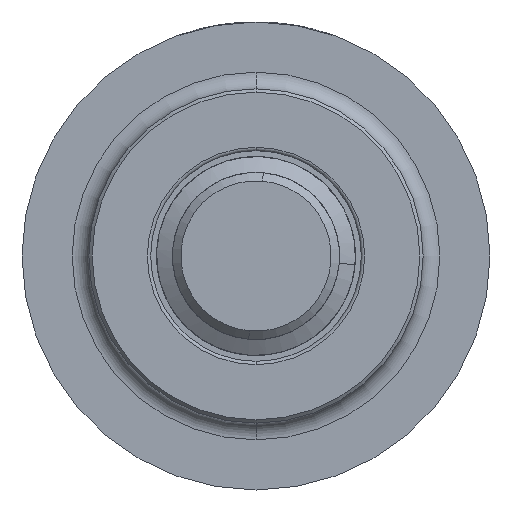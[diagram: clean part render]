
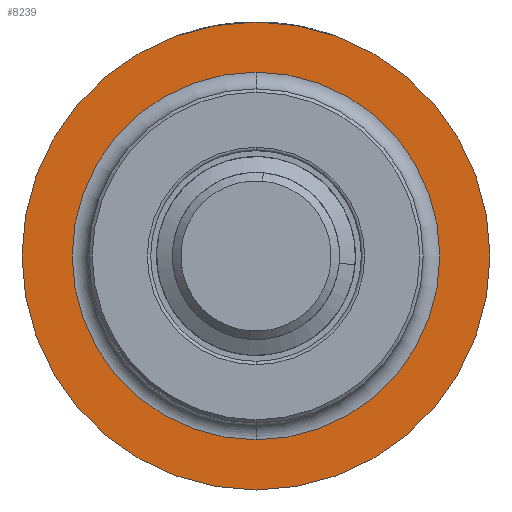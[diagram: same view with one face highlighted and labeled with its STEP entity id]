
A CAD part, front view. The second image highlights one B-rep face of the part: STEP entity #8239.
In plain terms, the highlighted planar face has unit normal (0, -1, 0).
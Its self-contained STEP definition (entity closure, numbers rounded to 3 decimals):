
#370 = CIRCLE ( 'NONE', #3172, 14. ) ;
#407 = AXIS2_PLACEMENT_3D ( 'NONE', #6279, #3680, #2470 ) ;
#506 = DIRECTION ( 'NONE',  ( 0., -1., 0. ) ) ;
#510 = DIRECTION ( 'NONE',  ( 0., -1., 0. ) ) ;
#794 = VERTEX_POINT ( 'NONE', #2680 ) ;
#1024 = CARTESIAN_POINT ( 'NONE',  ( 0., 7.42, -14. ) ) ;
#1428 = EDGE_CURVE ( 'NONE', #4389, #2294, #370, .T. ) ;
#1445 = CIRCLE ( 'NONE', #1624, 14. ) ;
#1624 = AXIS2_PLACEMENT_3D ( 'NONE', #4342, #510, #4991 ) ;
#2294 = VERTEX_POINT ( 'NONE', #6668 ) ;
#2470 = DIRECTION ( 'NONE',  ( 0., 0., -1. ) ) ;
#2626 = CIRCLE ( 'NONE', #407, 11. ) ;
#2680 = CARTESIAN_POINT ( 'NONE',  ( 0., 7.42, 11. ) ) ;
#3172 = AXIS2_PLACEMENT_3D ( 'NONE', #6946, #3820, #3717 ) ;
#3278 = EDGE_CURVE ( 'NONE', #794, #3280, #2626, .T. ) ;
#3280 = VERTEX_POINT ( 'NONE', #4408 ) ;
#3374 = ORIENTED_EDGE ( 'NONE', *, *, #6499, .F. ) ;
#3383 = CARTESIAN_POINT ( 'NONE',  ( 0., 7.42, 0. ) ) ;
#3431 = CIRCLE ( 'NONE', #6827, 11. ) ;
#3488 = ORIENTED_EDGE ( 'NONE', *, *, #3278, .F. ) ;
#3613 = CARTESIAN_POINT ( 'NONE',  ( 11., 7.42, 0. ) ) ;
#3628 = ORIENTED_EDGE ( 'NONE', *, *, #1428, .T. ) ;
#3680 = DIRECTION ( 'NONE',  ( 0., -1., 0. ) ) ;
#3717 = DIRECTION ( 'NONE',  ( 0., 0., -1. ) ) ;
#3820 = DIRECTION ( 'NONE',  ( 0., -1., 0. ) ) ;
#4093 = DIRECTION ( 'NONE',  ( 0., -1., 0. ) ) ;
#4181 = ORIENTED_EDGE ( 'NONE', *, *, #5105, .T. ) ;
#4342 = CARTESIAN_POINT ( 'NONE',  ( 0., 7.42, 0. ) ) ;
#4389 = VERTEX_POINT ( 'NONE', #1024 ) ;
#4408 = CARTESIAN_POINT ( 'NONE',  ( 0., 7.42, -11. ) ) ;
#4642 = DIRECTION ( 'NONE',  ( 0., 0., -1. ) ) ;
#4691 = EDGE_LOOP ( 'NONE', ( #3374, #3488 ) ) ;
#4988 = DIRECTION ( 'NONE',  ( 0., 0., -1. ) ) ;
#4991 = DIRECTION ( 'NONE',  ( 0., 0., -1. ) ) ;
#5105 = EDGE_CURVE ( 'NONE', #2294, #4389, #1445, .T. ) ;
#5793 = FACE_OUTER_BOUND ( 'NONE', #7041, .T. ) ;
#5901 = FACE_BOUND ( 'NONE', #4691, .T. ) ;
#6279 = CARTESIAN_POINT ( 'NONE',  ( 0., 7.42, 0. ) ) ;
#6499 = EDGE_CURVE ( 'NONE', #3280, #794, #3431, .T. ) ;
#6668 = CARTESIAN_POINT ( 'NONE',  ( 0., 7.42, 14. ) ) ;
#6827 = AXIS2_PLACEMENT_3D ( 'NONE', #3383, #4093, #4642 ) ;
#6946 = CARTESIAN_POINT ( 'NONE',  ( 0., 7.42, 0. ) ) ;
#7041 = EDGE_LOOP ( 'NONE', ( #3628, #4181 ) ) ;
#7419 = PLANE ( 'NONE',  #8009 ) ;
#8009 = AXIS2_PLACEMENT_3D ( 'NONE', #3613, #506, #4988 ) ;
#8239 = ADVANCED_FACE ( 'NONE', ( #5793, #5901 ), #7419, .T. ) ;
